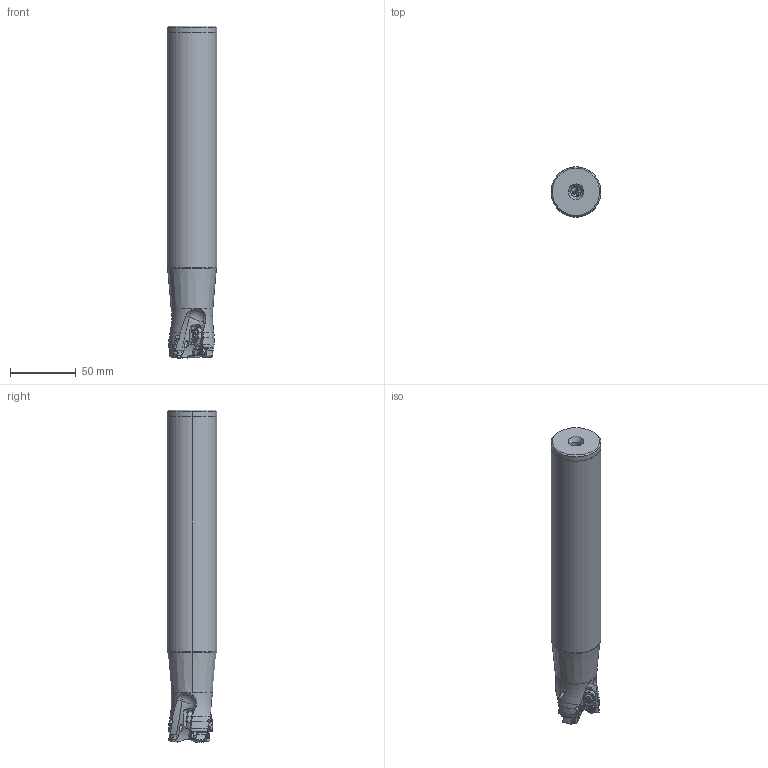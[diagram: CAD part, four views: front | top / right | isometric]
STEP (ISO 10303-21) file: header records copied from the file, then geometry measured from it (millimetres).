
FILE_DESCRIPTION(/* description */ (''),/* implementation_level */ '2;1');
FILE_NAME(/* name */ 'AJXU12R243SA24L.stp',/* time_stamp */ '2021-09-08T11:48:56+09:00',/* author */ (''),/* organization */ (''),/* preprocessor_version */ 'ST-DEVELOPER v16',/* originating_system */ 'SIEMENS PLM Software NX 10.0',/* authorisation */ '');
FILE_SCHEMA (('AUTOMOTIVE_DESIGN { 1 0 10303 214 3 1 1 1 }'));
Length unit declared in the file: millimetre
Products named in the file (1): AJXU12R243SA24L_ASM
Bounding box: 38.1 x 38.1 x 253.11 mm (x, y, z)
Volume: 247751.9 mm3; surface area: 40931.5 mm2
Topology: 13 solids, 13 shells, 642 faces, 1827 edges, 1203 vertices
Faces by surface type: cylinder 296, plane 174, cone 83, torus 41, bspline 24, sphere 24
Entity records: 26095 total; most frequent: CARTESIAN_POINT 9351, ORIENTED_EDGE 3574, DIRECTION 3380, EDGE_CURVE 1787, AXIS2_PLACEMENT_3D 1392, VERTEX_POINT 1197, EDGE_LOOP 698, CIRCLE 668
